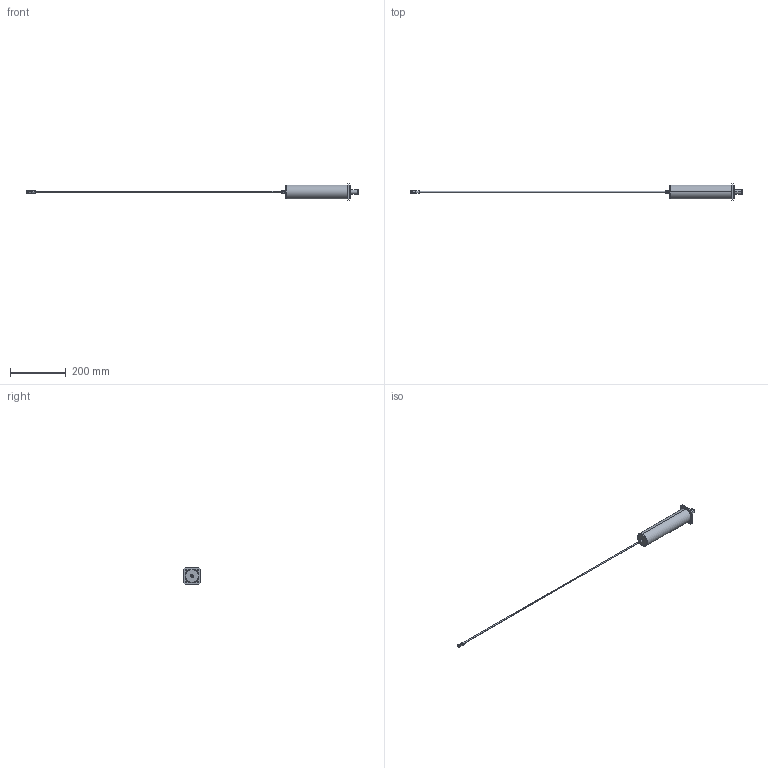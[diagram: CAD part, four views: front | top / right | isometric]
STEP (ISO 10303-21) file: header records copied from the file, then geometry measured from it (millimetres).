
FILE_DESCRIPTION (( 'STEP AP214' ), '1' );
FILE_NAME ('防水PGD　２段減速　外観モデル.STEP', '2021-06-21T05:09:21', ( '' ), ( '' ), 'SwSTEP 2.0', 'SolidWorks 2021', '' );
FILE_SCHEMA (( 'AUTOMOTIVE_DESIGN' ));
Length unit declared in the file: millimetre
Products named in the file (5): 杊悈PGD丂俀抜尭懍奜娤儌僨儖; 杊悈PGD丂俀抜尭懍丂奜娤儌僨儖; 曅娵钒 5亊5亊25; ·¬ÌßºÝ(SENERGY—p); M8瘓蛻
Assembly tree (4 placements, depth 2):
  杊悈PGD丂俀抜尭懍丂奜娤儌僨儖
    杊悈PGD丂俀抜尭懍奜娤儌僨儖
    ·¬ÌßºÝ(SENERGY—p)
    M8瘓蛻
    曅娵钒 5亊5亊25
Bounding box: 1188.76 x 60 x 60 mm (x, y, z)
Volume: 462630.7 mm3; surface area: 62525.3 mm2
Topology: 4 solids, 6 shells, 195 faces, 480 edges, 314 vertices
Faces by surface type: cylinder 81, plane 73, cone 36, bspline 3, torus 2
Entity records: 7055 total; most frequent: CARTESIAN_POINT 1750, DIRECTION 989, ORIENTED_EDGE 954, EDGE_CURVE 480, AXIS2_PLACEMENT_3D 381, VERTEX_POINT 314, VECTOR 227, LINE 227
